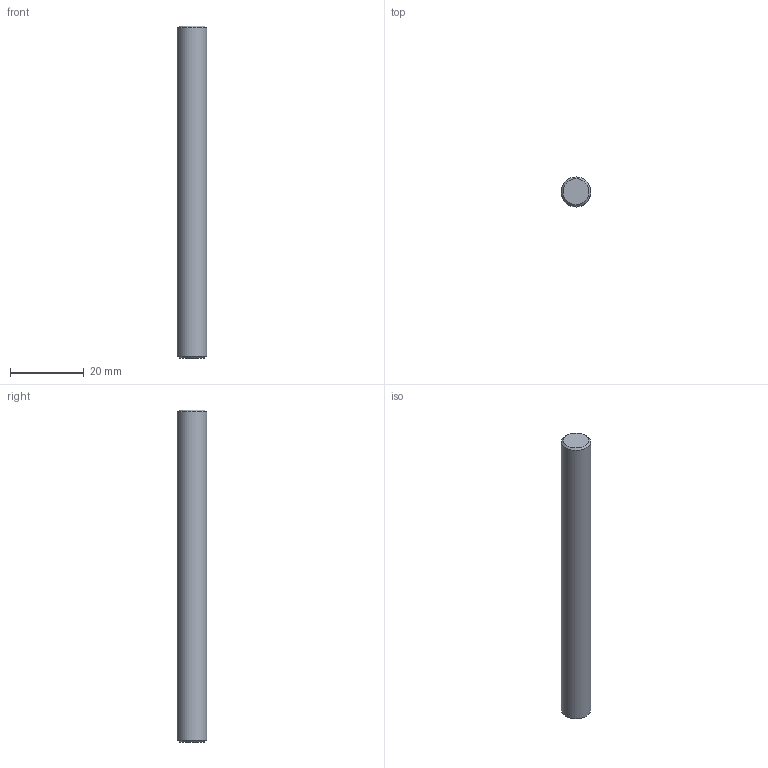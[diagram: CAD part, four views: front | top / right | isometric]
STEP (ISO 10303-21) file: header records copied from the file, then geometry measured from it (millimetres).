
FILE_DESCRIPTION(/* description */ (''),/* implementation_level */ '2;1');
FILE_NAME(/* name */ '8X90 Spool Bar.step',/* time_stamp */ '2019-07-31T13:25:06+01:00',/* author */ (''),/* organization */ (''),/* preprocessor_version */ 'ST-DEVELOPER v18',/* originating_system */ 'Autodesk Translation Framework v8.2.0.1029',/* authorisation */ '');
FILE_SCHEMA (('AUTOMOTIVE_DESIGN { 1 0 10303 214 3 1 1 }'));
Length unit declared in the file: millimetre
Products named in the file (2): 8X90 Spool Bar; Spool Bar
Assembly tree (1 placements, depth 2):
  8X90 Spool Bar
    Spool Bar
Bounding box: 8 x 8 x 90 mm (x, y, z)
Volume: 4517.9 mm3; surface area: 2347.1 mm2
Topology: 1 solids, 1 shells, 5 faces, 7 edges, 4 vertices
Faces by surface type: cone 2, plane 2, cylinder 1
Full cylindrical faces by diameter (mm): 8 x1
Entity records: 178 total; most frequent: DIRECTION 29, CARTESIAN_POINT 20, ORIENTED_EDGE 14, AXIS2_PLACEMENT_3D 13, EDGE_CURVE 7, FACE_OUTER_BOUND 5, EDGE_LOOP 5, ADVANCED_FACE 5
